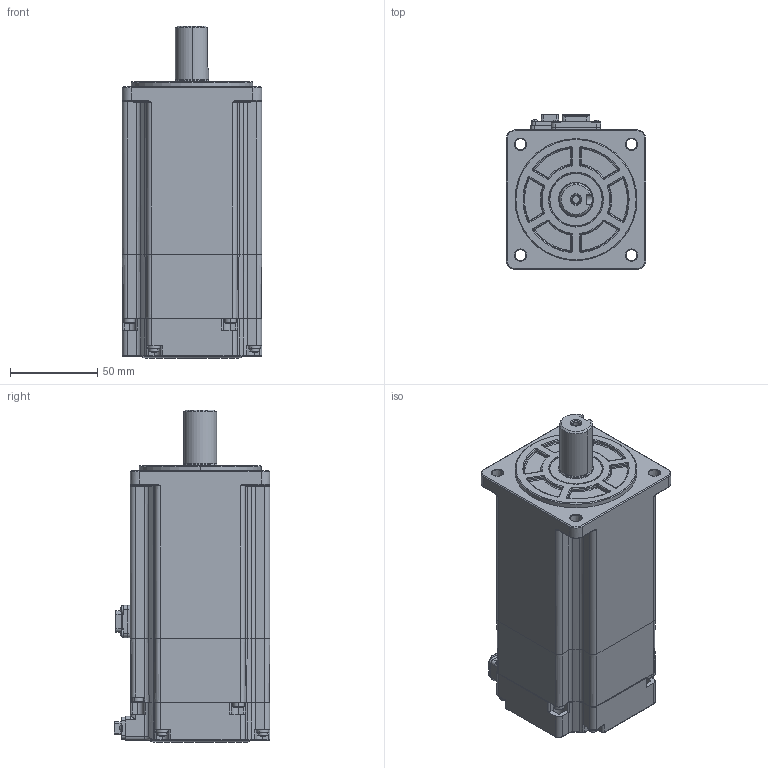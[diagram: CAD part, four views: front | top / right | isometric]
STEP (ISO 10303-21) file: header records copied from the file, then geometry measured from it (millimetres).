
FILE_DESCRIPTION (( 'STEP AP203' ), '1' );
FILE_NAME ('MS6H-80TH30BZ3-21P0-S.STEP', '2024-07-31T02:13:13', ( '' ), ( '' ), 'SwSTEP 2.0', 'SolidWorks 2022', '' );
FILE_SCHEMA (( 'CONFIG_CONTROL_DESIGN' ));
Length unit declared in the file: millimetre
Products named in the file (1): MS6H-80TH30BZ3-21P0-S
Bounding box: 80 x 89.3 x 190.5 mm (x, y, z)
Surface area: 69295.1 mm2 (no closed solid volume)
Topology: 0 solids, 39 shells, 948 faces, 3070 edges, 2110 vertices
Faces by surface type: plane 353, cylinder 280, cone 101, bspline 97, torus 77, sphere 40
Entity records: 37892 total; most frequent: CARTESIAN_POINT 11274, DIRECTION 5802, ORIENTED_EDGE 5009, EDGE_CURVE 3053, AXIS2_PLACEMENT_3D 2140, VERTEX_POINT 2110, LINE 1522, VECTOR 1522
